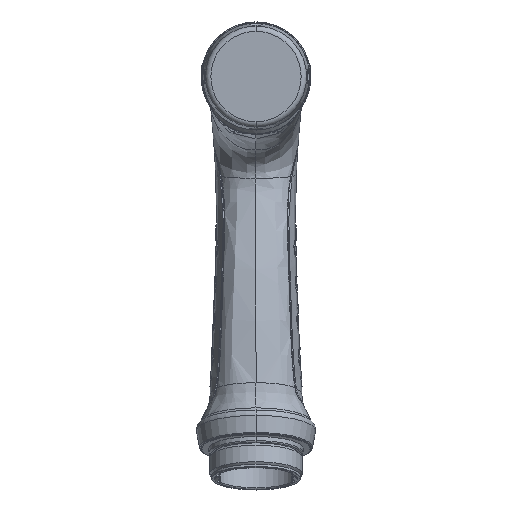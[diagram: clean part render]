
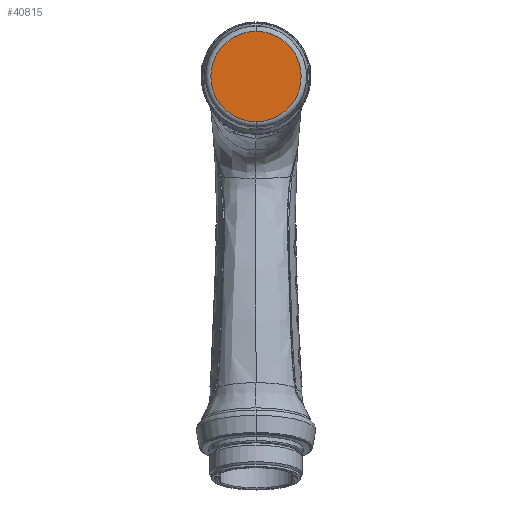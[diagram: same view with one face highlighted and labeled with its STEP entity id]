
A CAD part, top view. The second image highlights one B-rep face of the part: STEP entity #40815.
In plain terms, the highlighted planar face has unit normal (0, 0, 1).
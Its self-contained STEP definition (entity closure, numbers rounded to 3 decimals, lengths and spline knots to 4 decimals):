
#9425=CARTESIAN_POINT('',(0.,0.,4.0669));
#9426=DIRECTION('',(0.,0.,1.));
#9427=DIRECTION('',(0.,1.,0.));
#9428=AXIS2_PLACEMENT_3D('',#9425,#9426,#9427);
#9430=CARTESIAN_POINT('',(0.,0.,4.0669));
#9431=DIRECTION('',(0.,0.,-1.));
#9432=DIRECTION('',(0.,1.,0.));
#9433=AXIS2_PLACEMENT_3D('',#9430,#9431,#9432);
#29198=CARTESIAN_POINT('',(0.,0.65,4.0669));
#29200=VERTEX_POINT('',#29198);
#29202=CARTESIAN_POINT('',(0.,-0.65,4.0669));
#29204=VERTEX_POINT('',#29202);
#40806=CARTESIAN_POINT('',(0.,0.,4.0669));
#40807=DIRECTION('',(0.,0.,-1.));
#40808=DIRECTION('',(0.,-1.,0.));
#40809=AXIS2_PLACEMENT_3D('',#40806,#40807,#40808);
#40810=PLANE('',#40809);
#40811=ORIENTED_EDGE('',*,*,#40799,.F.);
#40812=ORIENTED_EDGE('',*,*,#40788,.T.);
#40813=EDGE_LOOP('',(#40811,#40812));
#40814=FACE_OUTER_BOUND('',#40813,.F.);
#40815=ADVANCED_FACE('',(#40814),#40810,.F.);
#9429=CIRCLE('',#9428,0.65);
#9434=CIRCLE('',#9433,0.65);
#40788=EDGE_CURVE('',#29200,#29204,#9434,.T.);
#40799=EDGE_CURVE('',#29200,#29204,#9429,.T.);
